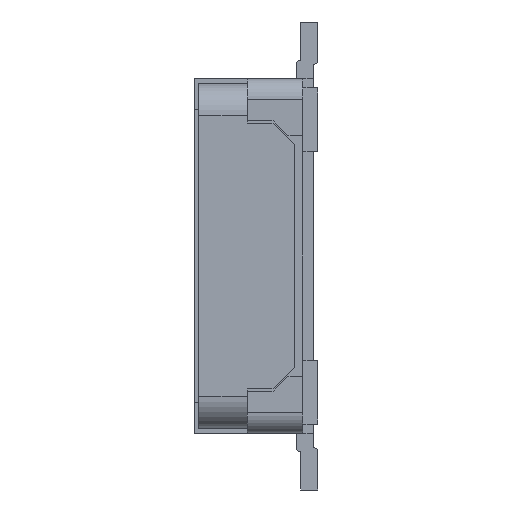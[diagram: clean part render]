
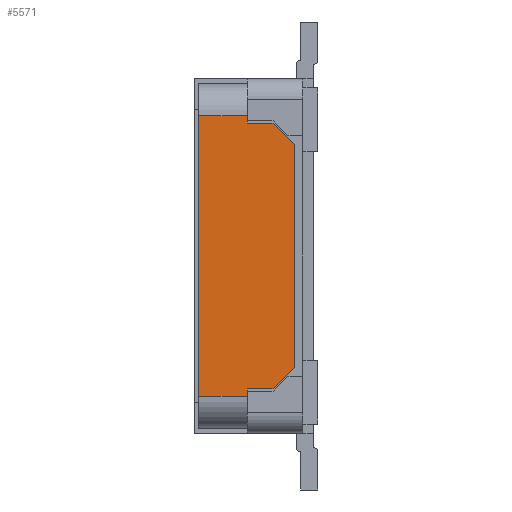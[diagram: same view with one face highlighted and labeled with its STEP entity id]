
A CAD part, left-side view. The second image highlights one B-rep face of the part: STEP entity #5571.
In plain terms, the highlighted planar face has unit normal (-1, 0, 0).
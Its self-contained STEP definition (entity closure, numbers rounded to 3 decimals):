
#207=DIRECTION('',(0.,0.,1.));
#208=VECTOR('',#207,0.01);
#209=CARTESIAN_POINT('',(-2.52,0.31,-0.635));
#210=LINE('',#209,#208);
#215=DIRECTION('',(0.,0.,1.));
#216=VECTOR('',#215,0.01);
#217=CARTESIAN_POINT('',(-2.52,0.31,0.625));
#218=LINE('',#217,#216);
#296=DIRECTION('',(0.,0.,1.));
#297=VECTOR('',#296,1.32);
#298=CARTESIAN_POINT('',(-2.52,0.54,-0.66));
#299=LINE('',#298,#297);
#917=DIRECTION('',(0.,0.,1.));
#918=VECTOR('',#917,0.025);
#919=CARTESIAN_POINT('',(-2.52,0.31,-0.66));
#920=LINE('',#919,#918);
#930=DIRECTION('',(0.,0.,1.));
#931=VECTOR('',#930,0.025);
#932=CARTESIAN_POINT('',(-2.52,0.31,0.635));
#933=LINE('',#932,#931);
#955=DIRECTION('',(0.,1.,0.));
#956=VECTOR('',#955,0.12);
#957=CARTESIAN_POINT('',(-2.52,0.19,0.625));
#958=LINE('',#957,#956);
#959=DIRECTION('',(0.,0.707,0.707));
#960=VECTOR('',#959,0.141);
#961=CARTESIAN_POINT('',(-2.52,0.09,0.525));
#962=LINE('',#961,#960);
#963=DIRECTION('',(0.,0.,1.));
#964=VECTOR('',#963,1.05);
#965=CARTESIAN_POINT('',(-2.52,0.09,-0.525));
#966=LINE('',#965,#964);
#967=DIRECTION('',(0.,-0.707,0.707));
#968=VECTOR('',#967,0.141);
#969=CARTESIAN_POINT('',(-2.52,0.19,-0.625));
#970=LINE('',#969,#968);
#971=DIRECTION('',(0.,-1.,0.));
#972=VECTOR('',#971,0.12);
#973=CARTESIAN_POINT('',(-2.52,0.31,-0.625));
#974=LINE('',#973,#972);
#975=DIRECTION('',(0.,1.,0.));
#976=VECTOR('',#975,0.23);
#977=CARTESIAN_POINT('',(-2.52,0.31,-0.66));
#978=LINE('',#977,#976);
#995=DIRECTION('',(0.,1.,0.));
#996=VECTOR('',#995,0.23);
#997=CARTESIAN_POINT('',(-2.52,0.31,0.66));
#998=LINE('',#997,#996);
#3466=CARTESIAN_POINT('',(-2.52,0.54,-0.66));
#3468=VERTEX_POINT('',#3466);
#3469=CARTESIAN_POINT('',(-2.52,0.54,0.66));
#3470=VERTEX_POINT('',#3469);
#3478=CARTESIAN_POINT('',(-2.52,0.31,-0.635));
#3480=VERTEX_POINT('',#3478);
#3482=CARTESIAN_POINT('',(-2.52,0.31,0.635));
#3484=VERTEX_POINT('',#3482);
#3499=CARTESIAN_POINT('',(-2.52,0.31,-0.66));
#3500=VERTEX_POINT('',#3499);
#3501=CARTESIAN_POINT('',(-2.52,0.31,0.66));
#3502=VERTEX_POINT('',#3501);
#3505=CARTESIAN_POINT('',(-2.52,0.19,-0.625));
#3506=CARTESIAN_POINT('',(-2.52,0.09,-0.525));
#3507=VERTEX_POINT('',#3505);
#3508=VERTEX_POINT('',#3506);
#3509=CARTESIAN_POINT('',(-2.52,0.09,0.525));
#3510=VERTEX_POINT('',#3509);
#3511=CARTESIAN_POINT('',(-2.52,0.19,0.625));
#3512=VERTEX_POINT('',#3511);
#3525=CARTESIAN_POINT('',(-2.52,0.31,-0.625));
#3526=VERTEX_POINT('',#3525);
#3527=CARTESIAN_POINT('',(-2.52,0.31,0.625));
#3528=VERTEX_POINT('',#3527);
#5547=CARTESIAN_POINT('',(-2.52,0.31,-0.66));
#5548=DIRECTION('',(-1.,0.,0.));
#5549=DIRECTION('',(0.,0.,1.));
#5550=AXIS2_PLACEMENT_3D('',#5547,#5548,#5549);
#5551=PLANE('',#5550);
#5552=ORIENTED_EDGE('',*,*,#4635,.F.);
#5554=ORIENTED_EDGE('',*,*,#5553,.F.);
#5556=ORIENTED_EDGE('',*,*,#5555,.F.);
#5558=ORIENTED_EDGE('',*,*,#5557,.F.);
#5560=ORIENTED_EDGE('',*,*,#5559,.F.);
#5561=ORIENTED_EDGE('',*,*,#4652,.F.);
#5562=ORIENTED_EDGE('',*,*,#4623,.F.);
#5563=ORIENTED_EDGE('',*,*,#5490,.F.);
#5564=ORIENTED_EDGE('',*,*,#5541,.T.);
#5565=ORIENTED_EDGE('',*,*,#4721,.T.);
#5567=ORIENTED_EDGE('',*,*,#5566,.F.);
#5568=ORIENTED_EDGE('',*,*,#5507,.F.);
#5569=EDGE_LOOP('',(#5552,#5554,#5556,#5558,#5560,#5561,#5562,#5563,#5564,#5565,
#5567,#5568));
#5570=FACE_OUTER_BOUND('',#5569,.F.);
#5571=ADVANCED_FACE('',(#5570),#5551,.T.);
#4623=EDGE_CURVE('',#3480,#3526,#210,.T.);
#4635=EDGE_CURVE('',#3528,#3484,#218,.T.);
#4652=EDGE_CURVE('',#3526,#3507,#974,.T.);
#4721=EDGE_CURVE('',#3468,#3470,#299,.T.);
#5490=EDGE_CURVE('',#3500,#3480,#920,.T.);
#5507=EDGE_CURVE('',#3484,#3502,#933,.T.);
#5541=EDGE_CURVE('',#3500,#3468,#978,.T.);
#5553=EDGE_CURVE('',#3512,#3528,#958,.T.);
#5555=EDGE_CURVE('',#3510,#3512,#962,.T.);
#5557=EDGE_CURVE('',#3508,#3510,#966,.T.);
#5559=EDGE_CURVE('',#3507,#3508,#970,.T.);
#5566=EDGE_CURVE('',#3502,#3470,#998,.T.);
